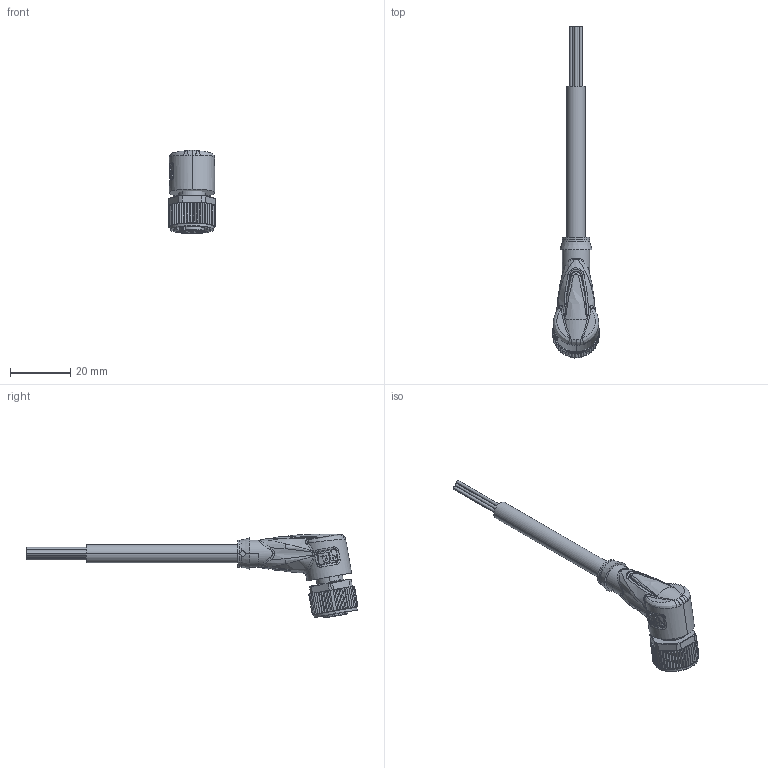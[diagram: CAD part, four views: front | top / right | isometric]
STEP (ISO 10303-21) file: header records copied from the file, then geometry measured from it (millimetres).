
FILE_DESCRIPTION(('STEP AP214'),'1');
FILE_NAME('cctmp_1465C69F-8BA9-4062-BAD3-C5D0D90E8F40_2022_04_27_10_53_28_0207..stp','2022-04-27T08:53:35',('KiM GmbH'),('CADClick - www.CADClick.com'),'Spatial InterOp 3D postprocessed',' ','unknown authorization');
FILE_SCHEMA(('AUTOMOTIVE_DESIGN'));
Length unit declared in the file: millimetre
Products named in the file (7): T193623_1; Connection2; Cable; Connection1; Connection1_2; Connection1_1; T193623
Assembly tree (6 placements, depth 4):
  T193623
    T193623_1
      Connection2
      Cable
      Connection1
        Connection1_2
        Connection1_1
Bounding box: 15.4 x 109.86 x 27.75 mm (x, y, z)
Volume: 7580.6 mm3; surface area: 5833.6 mm2
Topology: 12 solids, 34 shells, 1613 faces, 4210 edges, 2696 vertices
Faces by surface type: plane 870, cylinder 337, torus 165, bspline 149, cone 92
Entity records: 68530 total; most frequent: CARTESIAN_POINT 24648, ORIENTED_EDGE 8364, DIRECTION 7660, EDGE_CURVE 4204, VERTEX_POINT 2696, AXIS2_PLACEMENT_3D 2572, LINE 2516, VECTOR 2516
